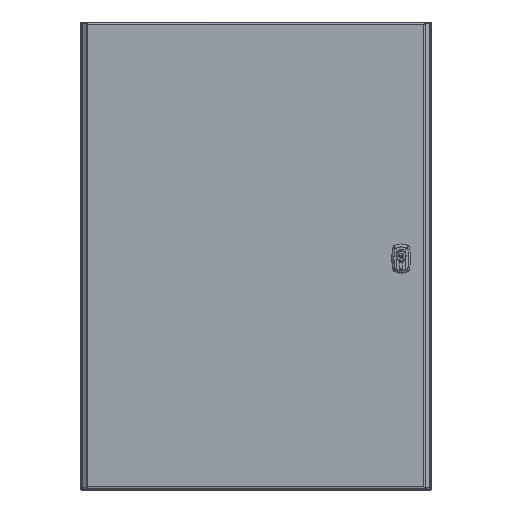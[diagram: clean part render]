
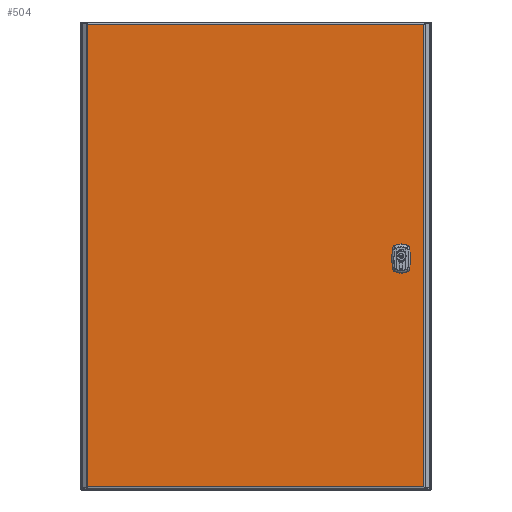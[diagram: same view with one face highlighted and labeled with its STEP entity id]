
A CAD part, top view. The second image highlights one B-rep face of the part: STEP entity #504.
In plain terms, the highlighted planar face has unit normal (0, 0, 1).
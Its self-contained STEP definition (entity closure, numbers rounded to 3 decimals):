
#504=ADVANCED_FACE('',(#1875,#1876),#1877,.F.);
#1875=FACE_OUTER_BOUND('',#5839,.T.);
#1876=FACE_BOUND('',#5840,.T.);
#1877=PLANE('',#5841);
#5839=EDGE_LOOP('',(#13024,#13025,#13026,#13027));
#5840=EDGE_LOOP('',(#13028,#13029,#13030,#13031));
#5841=AXIS2_PLACEMENT_3D('',#13032,#13033,#13034);
#13024=ORIENTED_EDGE('',*,*,#19606,.T.);
#13025=ORIENTED_EDGE('',*,*,#19605,.T.);
#13026=ORIENTED_EDGE('',*,*,#19604,.T.);
#13027=ORIENTED_EDGE('',*,*,#19614,.T.);
#13028=ORIENTED_EDGE('',*,*,#19603,.F.);
#13029=ORIENTED_EDGE('',*,*,#19601,.F.);
#13030=ORIENTED_EDGE('',*,*,#19599,.F.);
#13031=ORIENTED_EDGE('',*,*,#19597,.F.);
#13032=CARTESIAN_POINT('',(299.843,399.8,404.01));
#13033=DIRECTION('',(-0.0,0.,-1.0));
#13034=DIRECTION('',(-1.0,0.0,0.0));
#19597=EDGE_CURVE('',#22530,#22532,#22533,.T.);
#19599=EDGE_CURVE('',#22532,#22535,#22536,.T.);
#19601=EDGE_CURVE('',#22535,#22538,#22539,.T.);
#19603=EDGE_CURVE('',#22538,#22530,#22541,.T.);
#19604=EDGE_CURVE('',#22484,#22527,#22542,.T.);
#19605=EDGE_CURVE('',#22495,#22484,#22543,.T.);
#19606=EDGE_CURVE('',#22500,#22495,#22544,.T.);
#19614=EDGE_CURVE('',#22527,#22500,#22554,.T.);
#22484=VERTEX_POINT('',#28591);
#22495=VERTEX_POINT('',#28642);
#22500=VERTEX_POINT('',#28667);
#22527=VERTEX_POINT('',#28752);
#22530=VERTEX_POINT('',#28765);
#22532=VERTEX_POINT('',#28768);
#22533=LINE('',#28769,#28770);
#22535=VERTEX_POINT('',#28773);
#22536=CIRCLE('',#28774,11.5);
#22538=VERTEX_POINT('',#28777);
#22539=LINE('',#28778,#28779);
#22541=CIRCLE('',#28782,11.5);
#22542=LINE('',#28783,#28784);
#22543=LINE('',#28785,#28786);
#22544=LINE('',#28787,#28788);
#22554=LINE('',#28837,#28838);
#28591=CARTESIAN_POINT('',(12.352,795.1,404.01));
#28642=CARTESIAN_POINT('',(587.334,795.1,404.01));
#28667=CARTESIAN_POINT('',(587.334,4.5,404.01));
#28752=CARTESIAN_POINT('',(12.352,4.5,404.01));
#28765=CARTESIAN_POINT('',(538.343,405.479,404.01));
#28768=CARTESIAN_POINT('',(538.343,394.121,404.01));
#28769=CARTESIAN_POINT('',(538.343,405.479,404.01));
#28770=VECTOR('',#38823,11.358);
#28773=CARTESIAN_POINT('',(558.343,394.121,404.01));
#28774=AXIS2_PLACEMENT_3D('',#38825,#38826,#38827);
#28777=CARTESIAN_POINT('',(558.343,405.479,404.01));
#28778=CARTESIAN_POINT('',(558.343,394.121,404.01));
#28779=VECTOR('',#38829,11.358);
#28782=AXIS2_PLACEMENT_3D('',#38831,#38832,#38833);
#28783=CARTESIAN_POINT('',(12.352,795.1,404.01));
#28784=VECTOR('',#38834,790.6);
#28785=CARTESIAN_POINT('',(587.334,795.1,404.01));
#28786=VECTOR('',#38835,574.982);
#28787=CARTESIAN_POINT('',(587.334,4.5,404.01));
#28788=VECTOR('',#38836,790.6);
#28837=CARTESIAN_POINT('',(12.352,4.5,404.01));
#28838=VECTOR('',#38840,574.982);
#38823=DIRECTION('',(0.0,-1.0,0.));
#38825=CARTESIAN_POINT('',(548.343,399.8,404.01));
#38826=DIRECTION('',(0.0,0.,1.0));
#38827=DIRECTION('',(-0.87,-0.494,0.));
#38829=DIRECTION('',(0.0,1.0,0.));
#38831=CARTESIAN_POINT('',(548.343,399.8,404.01));
#38832=DIRECTION('',(0.0,0.,1.0));
#38833=DIRECTION('',(0.87,0.494,0.));
#38834=DIRECTION('',(0.0,-1.0,0.));
#38835=DIRECTION('',(-1.0,0.0,0.0));
#38836=DIRECTION('',(0.0,1.0,0.));
#38840=DIRECTION('',(1.0,-0.0,0.0));
